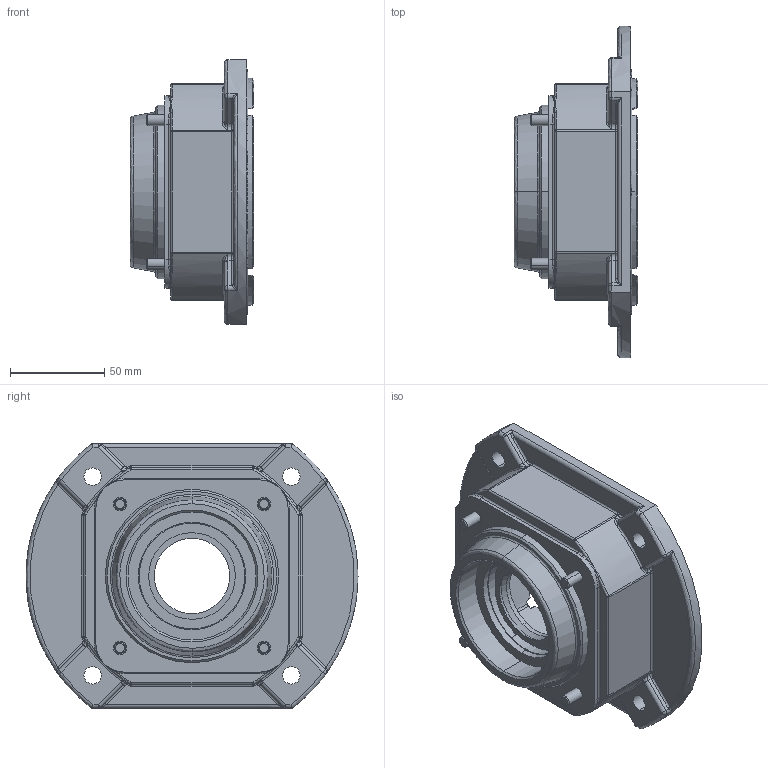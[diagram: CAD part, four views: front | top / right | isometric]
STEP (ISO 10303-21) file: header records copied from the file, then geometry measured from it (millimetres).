
FILE_DESCRIPTION (( 'STEP AP203' ), '1' );
FILE_NAME ('WGSS-175-OF.step', '2022-12-08T19:52:27', ( '' ), ( '' ), 'SwSTEP 2.0', 'SolidWorks 2021', '' );
FILE_SCHEMA (( 'CONFIG_CONTROL_DESIGN' ));
Length unit declared in the file: millimetre
Products named in the file (1): WGSS-175-OF
Bounding box: 65.76 x 176.28 x 140.46 mm (x, y, z)
Volume: 335105.6 mm3; surface area: 97512.9 mm2
Topology: 7 solids, 7 shells, 421 faces, 1023 edges, 607 vertices
Faces by surface type: bspline 151, cylinder 137, plane 95, cone 38
Entity records: 16984 total; most frequent: CARTESIAN_POINT 7947, ORIENTED_EDGE 1998, DIRECTION 1729, EDGE_CURVE 999, AXIS2_PLACEMENT_3D 710, VERTEX_POINT 607, EDGE_LOOP 458, CIRCLE 439
